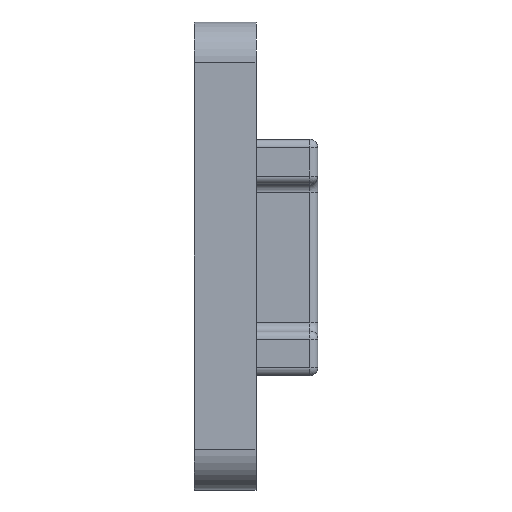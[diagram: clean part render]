
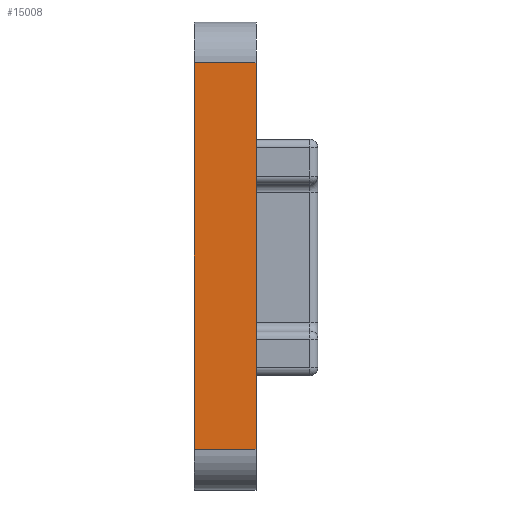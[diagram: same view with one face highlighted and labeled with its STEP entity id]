
A CAD part, front view. The second image highlights one B-rep face of the part: STEP entity #15008.
In plain terms, the highlighted planar face has unit normal (0, -1, 0).
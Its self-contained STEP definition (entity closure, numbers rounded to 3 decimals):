
#405 = CARTESIAN_POINT ( 'NONE',  ( 1.9, -18.65, -11.85 ) ) ;
#1036 = LINE ( 'NONE', #9754, #21518 ) ;
#3667 = EDGE_LOOP ( 'NONE', ( #25785, #10748, #4656, #16743 ) ) ;
#3790 = VERTEX_POINT ( 'NONE', #405 ) ;
#4202 = DIRECTION ( 'NONE',  ( 0., 0., -1. ) ) ;
#4656 = ORIENTED_EDGE ( 'NONE', *, *, #16873, .F. ) ;
#4970 = AXIS2_PLACEMENT_3D ( 'NONE', #12408, #22811, #23004 ) ;
#6248 = EDGE_CURVE ( 'NONE', #13945, #23427, #18469, .T. ) ;
#7100 = CARTESIAN_POINT ( 'NONE',  ( 1.9, -18.65, 11.85 ) ) ;
#7975 = PLANE ( 'NONE',  #4970 ) ;
#8058 = VERTEX_POINT ( 'NONE', #16723 ) ;
#9754 = CARTESIAN_POINT ( 'NONE',  ( 1.9, -18.65, 14.35 ) ) ;
#10748 = ORIENTED_EDGE ( 'NONE', *, *, #27086, .T. ) ;
#11037 = LINE ( 'NONE', #27731, #12767 ) ;
#12408 = CARTESIAN_POINT ( 'NONE',  ( 1.9, -18.65, 14.35 ) ) ;
#12487 = VECTOR ( 'NONE', #4202, 1000. ) ;
#12767 = VECTOR ( 'NONE', #25404, 1000. ) ;
#13109 = VECTOR ( 'NONE', #20917, 1000. ) ;
#13846 = LINE ( 'NONE', #17209, #12487 ) ;
#13945 = VERTEX_POINT ( 'NONE', #7100 ) ;
#15008 = ADVANCED_FACE ( 'NONE', ( #18913 ), #7975, .F. ) ;
#16723 = CARTESIAN_POINT ( 'NONE',  ( -1.9, -18.65, -11.85 ) ) ;
#16743 = ORIENTED_EDGE ( 'NONE', *, *, #6248, .T. ) ;
#16873 = EDGE_CURVE ( 'NONE', #13945, #3790, #1036, .T. ) ;
#17209 = CARTESIAN_POINT ( 'NONE',  ( -1.9, -18.65, 14.35 ) ) ;
#17550 = EDGE_CURVE ( 'NONE', #23427, #8058, #13846, .T. ) ;
#18469 = LINE ( 'NONE', #18763, #13109 ) ;
#18763 = CARTESIAN_POINT ( 'NONE',  ( 1.9, -18.65, 11.85 ) ) ;
#18913 = FACE_OUTER_BOUND ( 'NONE', #3667, .T. ) ;
#20637 = DIRECTION ( 'NONE',  ( 0., 0., -1. ) ) ;
#20917 = DIRECTION ( 'NONE',  ( -1., 0., 0. ) ) ;
#21032 = CARTESIAN_POINT ( 'NONE',  ( -1.9, -18.65, 11.85 ) ) ;
#21518 = VECTOR ( 'NONE', #20637, 1000. ) ;
#22811 = DIRECTION ( 'NONE',  ( 0., 1., 0. ) ) ;
#23004 = DIRECTION ( 'NONE',  ( 0., 0., 1. ) ) ;
#23427 = VERTEX_POINT ( 'NONE', #21032 ) ;
#25404 = DIRECTION ( 'NONE',  ( 1., 0., 0. ) ) ;
#25785 = ORIENTED_EDGE ( 'NONE', *, *, #17550, .T. ) ;
#27086 = EDGE_CURVE ( 'NONE', #8058, #3790, #11037, .T. ) ;
#27731 = CARTESIAN_POINT ( 'NONE',  ( 1.9, -18.65, -11.85 ) ) ;
